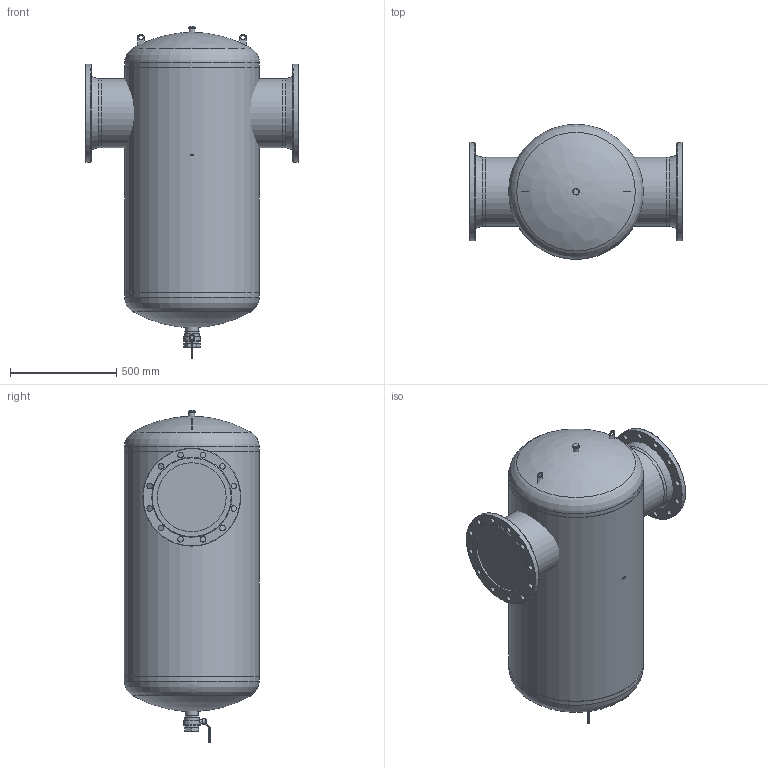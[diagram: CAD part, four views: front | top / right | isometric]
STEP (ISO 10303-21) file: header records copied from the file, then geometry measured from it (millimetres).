
FILE_DESCRIPTION(/* description */ (''),/* implementation_level */ '2;1');
FILE_NAME(/* name */ '3d_ExdirtD300-9252380.stp',/* time_stamp */ '2015-12-07T13:10:28+01:00',/* author */ ('Andrzej'),/* organization */ (''),/* preprocessor_version */ 'ST-DEVELOPER v15.5',/* originating_system */ 'AutoCAD Mechanical',/* authorisation */ '');
FILE_SCHEMA (('AUTOMOTIVE_DESIGN { 1 0 10303 214 3 1 1 }'));
Length unit declared in the file: millimetre
Products named in the file (1): Product
Bounding box: 1005 x 636.33 x 1560.5 mm (x, y, z)
Volume: 492506469.6 mm3; surface area: 6248745.8 mm2
Topology: 19 solids, 19 shells, 337 faces, 820 edges, 532 vertices
Faces by surface type: plane 180, cylinder 134, cone 11, torus 10, bspline 2
Full cylindrical faces by diameter (mm): 20 x3, 26 x24, 26.5 x1, 28 x1, 32 x1, 59.85 x1, 60.075 x1, 68 x1, 68.8 x1, 77.5 x1, 79.5 x1, 323.9 x5, 460 x2, 634 x3
Entity records: 9853 total; most frequent: CARTESIAN_POINT 1852, DIRECTION 1708, ORIENTED_EDGE 1498, EDGE_CURVE 749, AXIS2_PLACEMENT_3D 639, VERTEX_POINT 524, EDGE_LOOP 467, LINE 430
